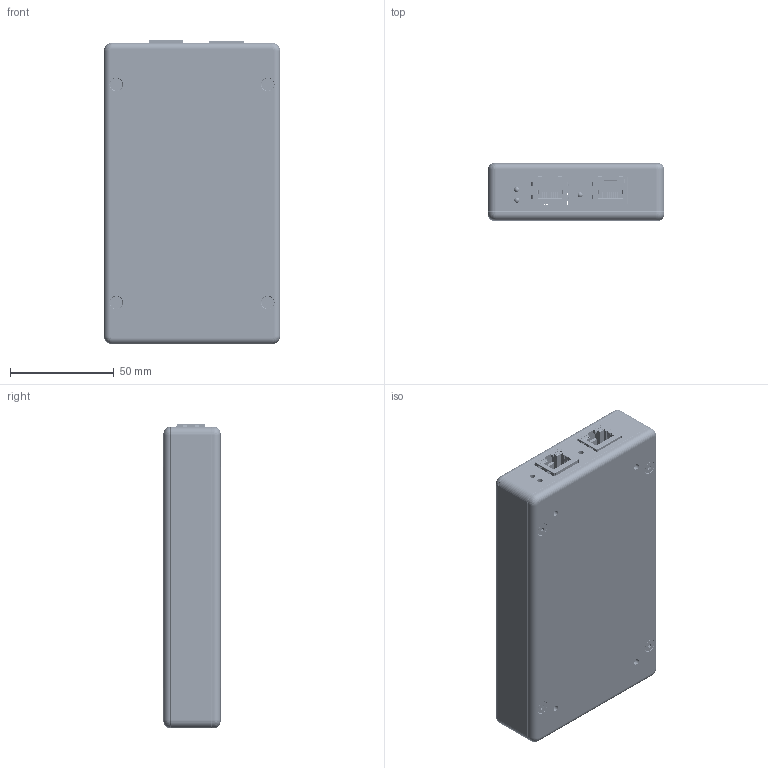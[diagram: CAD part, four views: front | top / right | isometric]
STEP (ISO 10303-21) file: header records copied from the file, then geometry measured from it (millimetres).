
FILE_DESCRIPTION (( 'STEP AP214' ), '1' );
FILE_NAME ('MMC-Ethernet-S.STEP', '2022-02-03T01:12:04', ( '' ), ( '' ), 'SwSTEP 2.0', 'SolidWorks 2020', '' );
FILE_SCHEMA (( 'AUTOMOTIVE_DESIGN' ));
Length unit declared in the file: millimetre
Products named in the file (14): SCREW, SHCS-F, M-DIN_M3 x 0.5 x 08mm; 934CB; 955012661; 94868A721_18-8 SS FEM THRDED HEX STANDOFF_94868A721; 430221-B Module 2U Cover Male; SCREW, SHCS-F, M-DIN_M3 x 0.5 x 14mm; 130WCP; c-1734035-2-f; MMC-Ethernet-S; 430222-A Module 2U Cover Female; CUI_DEVICES_PJ-002AH-SMT-TR; JK0-0177NL; MMC PCB- Ethernet_MMC-Ethernet ; 431504 MMC-Ethernet, Housing Frame
Assembly tree (24 placements, depth 2):
  MMC-Ethernet-S
    431504 MMC-Ethernet, Housing Frame
    430221-B Module 2U Cover Male
    430222-A Module 2U Cover Female
    SCREW, SHCS-F, M-DIN_M3 x 0.5 x 08mm  x4
    SCREW, SHCS-F, M-DIN_M3 x 0.5 x 14mm  x4
    CUI_DEVICES_PJ-002AH-SMT-TR
    934CB
    130WCP
    JK0-0177NL  x2
    955012661  x2
    c-1734035-2-f
    MMC PCB- Ethernet_MMC-Ethernet 
    94868A721_18-8 SS FEM THRDED HEX STANDOFF_94868A721  x4
Bounding box: 85 x 27.47 x 146.45 mm (x, y, z)
Volume: 136995.3 mm3; surface area: 128299 mm2
Topology: 66 solids, 68 shells, 6069 faces, 16508 edges, 10788 vertices
Faces by surface type: plane 3849, cylinder 1698, bspline 292, cone 168, torus 36, sphere 26
Entity records: 151236 total; most frequent: CARTESIAN_POINT 40473, ORIENTED_EDGE 20568, DIRECTION 18495, EDGE_CURVE 10284, VECTOR 7457, LINE 7457, VERTEX_POINT 6730, AXIS2_PLACEMENT_3D 5519
